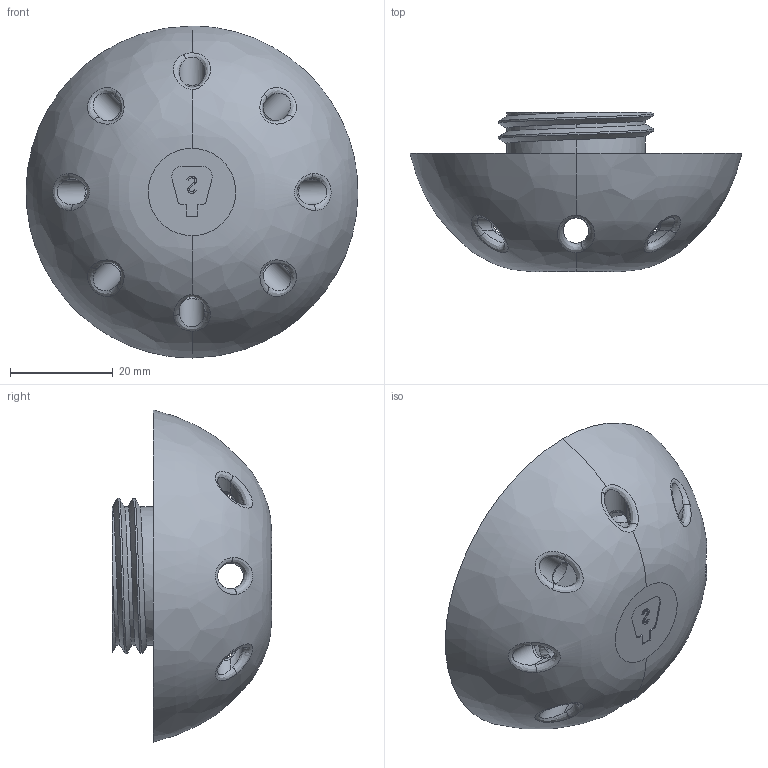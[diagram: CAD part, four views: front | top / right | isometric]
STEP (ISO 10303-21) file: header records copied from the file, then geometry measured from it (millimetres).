
FILE_DESCRIPTION (( 'STEP AP214' ), '1' );
FILE_NAME ('roundbodybottom.STEP', '2024-07-23T15:59:51', ( '' ), ( '' ), 'SwSTEP 2.0', 'SolidWorks 2022', '' );
FILE_SCHEMA (( 'AUTOMOTIVE_DESIGN' ));
Length unit declared in the file: millimetre
Products named in the file (1): roundbodybottom
Bounding box: 64.62 x 31 x 64.65 mm (x, y, z)
Volume: 36639.4 mm3; surface area: 14389.2 mm2
Topology: 1 solids, 1 shells, 146 faces, 433 edges, 276 vertices
Faces by surface type: bspline 88, cylinder 30, plane 22, cone 6
Entity records: 17050 total; most frequent: CARTESIAN_POINT 13787, ORIENTED_EDGE 866, EDGE_CURVE 433, DIRECTION 416, VERTEX_POINT 276, B_SPLINE_CURVE_WITH_KNOTS 218, EDGE_LOOP 165, AXIS2_PLACEMENT_3D 162
